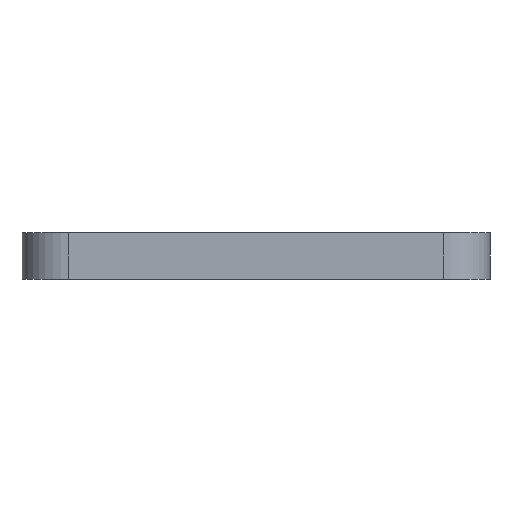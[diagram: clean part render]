
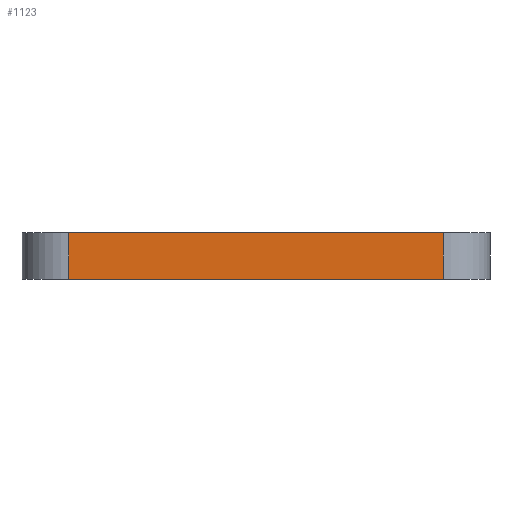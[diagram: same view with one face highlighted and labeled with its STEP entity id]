
A CAD part, left-side view. The second image highlights one B-rep face of the part: STEP entity #1123.
In plain terms, the highlighted face is planar.
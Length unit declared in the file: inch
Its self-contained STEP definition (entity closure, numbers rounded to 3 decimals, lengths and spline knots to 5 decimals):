
#938=CARTESIAN_POINT('',(0.4,-0.5,-0.091));
#939=VERTEX_POINT('',#938);
#947=CARTESIAN_POINT('',(-0.4,-0.5,-0.091));
#948=VERTEX_POINT('',#947);
#949=CARTESIAN_POINT('',(0.4,-0.5,-0.091));
#950=DIRECTION('',(-1.0,0.0,0.0));
#951=VECTOR('',#950,0.8);
#952=LINE('',#949,#951);
#953=EDGE_CURVE('',#939,#948,#952,.T.);
#1042=CARTESIAN_POINT('',(0.4,-0.5,0.009));
#1043=VERTEX_POINT('',#1042);
#1051=CARTESIAN_POINT('',(0.4,-0.5,0.009));
#1052=DIRECTION('',(0.0,0.0,-1.0));
#1053=VECTOR('',#1052,0.1);
#1054=LINE('',#1051,#1053);
#1055=EDGE_CURVE('',#1043,#939,#1054,.T.);
#1067=CARTESIAN_POINT('',(-0.4,-0.5,0.009));
#1068=VERTEX_POINT('',#1067);
#1078=CARTESIAN_POINT('',(-0.4,-0.5,-0.091));
#1079=DIRECTION('',(0.0,0.0,1.0));
#1080=VECTOR('',#1079,0.1);
#1081=LINE('',#1078,#1080);
#1082=EDGE_CURVE('',#948,#1068,#1081,.T.);
#1107=CARTESIAN_POINT('',(0.5,-0.5,-0.091));
#1108=DIRECTION('',(0.0,-1.0,0.0));
#1109=DIRECTION('',(0.0,0.0,-1.0));
#1110=AXIS2_PLACEMENT_3D('',#1107,#1108,#1109);
#1111=PLANE('',#1110);
#1112=ORIENTED_EDGE('',*,*,#1055,.F.);
#1113=CARTESIAN_POINT('',(0.4,-0.5,0.009));
#1114=DIRECTION('',(-1.0,0.0,0.0));
#1115=VECTOR('',#1114,0.8);
#1116=LINE('',#1113,#1115);
#1117=EDGE_CURVE('',#1043,#1068,#1116,.T.);
#1118=ORIENTED_EDGE('',*,*,#1117,.T.);
#1119=ORIENTED_EDGE('',*,*,#1082,.F.);
#1120=ORIENTED_EDGE('',*,*,#953,.F.);
#1121=EDGE_LOOP('',(#1112,#1118,#1119,#1120));
#1122=FACE_OUTER_BOUND('',#1121,.T.);
#1123=ADVANCED_FACE('',(#1122),#1111,.T.);
